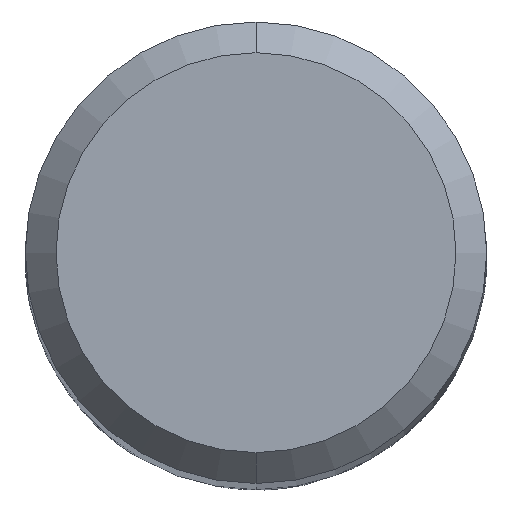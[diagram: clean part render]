
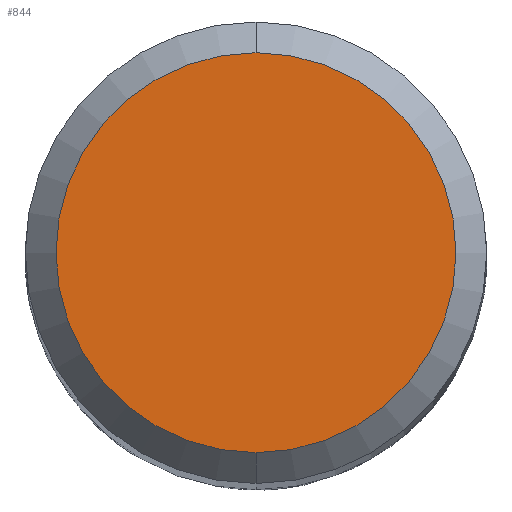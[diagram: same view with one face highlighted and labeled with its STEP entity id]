
A CAD part, top view. The second image highlights one B-rep face of the part: STEP entity #844.
In plain terms, the highlighted planar face has unit normal (0, 0, 1).
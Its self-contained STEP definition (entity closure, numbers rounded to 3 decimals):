
#844=ADVANCED_FACE('',(#1968),#1969,.T.);
#846=EDGE_CURVE('',#1112,#1218,#1971,.T.);
#1112=VERTEX_POINT('',#2262);
#1142=EDGE_CURVE('',#1218,#1112,#2294,.T.);
#1218=VERTEX_POINT('',#2377);
#1968=FACE_OUTER_BOUND('',#3366,.T.);
#1969=PLANE('',#3367);
#1971=CIRCLE('',#3370,2.6);
#2262=CARTESIAN_POINT('',(0.,-2.6,0.0));
#2294=CIRCLE('',#3917,2.6);
#2377=CARTESIAN_POINT('',(0.0,2.6,0.0));
#3366=EDGE_LOOP('',(#5402,#5403));
#3367=AXIS2_PLACEMENT_3D('',#5404,#5405,#5406);
#3370=AXIS2_PLACEMENT_3D('',#5407,#5408,#5409);
#3917=AXIS2_PLACEMENT_3D('',#5822,#5823,#5824);
#5402=ORIENTED_EDGE('',*,*,#1142,.F.);
#5403=ORIENTED_EDGE('',*,*,#846,.F.);
#5404=CARTESIAN_POINT('',(0.0,1.3,0.0));
#5405=DIRECTION('',(-0.0,0.0,1.0));
#5406=DIRECTION('',(0.0,-1.0,0.0));
#5407=CARTESIAN_POINT('',(0.0,0.0,0.0));
#5408=DIRECTION('',(0.0,0.0,-1.0));
#5409=DIRECTION('',(0.0,1.0,0.0));
#5822=CARTESIAN_POINT('',(0.0,0.0,0.0));
#5823=DIRECTION('',(0.0,0.0,-1.0));
#5824=DIRECTION('',(0.0,1.0,0.0));
